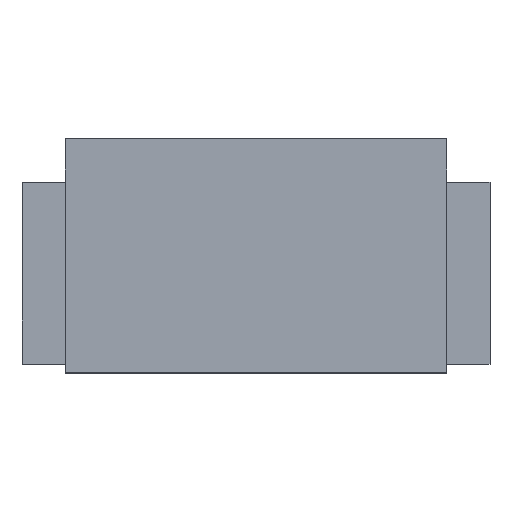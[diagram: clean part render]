
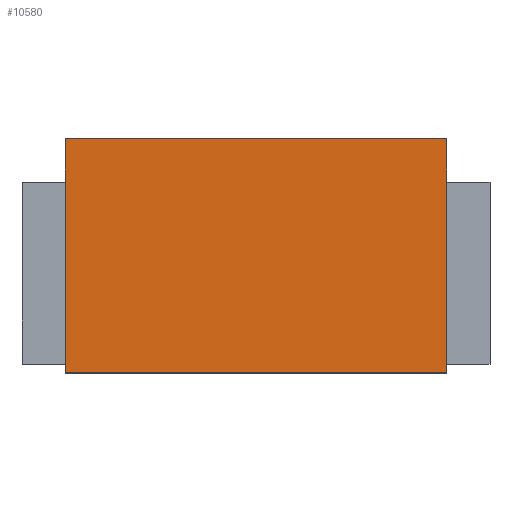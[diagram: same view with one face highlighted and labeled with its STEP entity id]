
A CAD part, top view. The second image highlights one B-rep face of the part: STEP entity #10580.
In plain terms, the highlighted planar face has unit normal (0, 0, 1).
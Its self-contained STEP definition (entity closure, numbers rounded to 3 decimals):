
#2552=DIRECTION('',(0.,-1.,0.));
#2553=VECTOR('',#2552,2.7);
#2554=CARTESIAN_POINT('',(2.2,0.,1.72));
#2555=LINE('6750',#2554,#2553);
#2556=DIRECTION('',(-1.,0.,0.));
#2557=VECTOR('',#2556,4.4);
#2558=CARTESIAN_POINT('',(2.2,-2.7,1.72));
#2559=LINE('6611',#2558,#2557);
#2560=DIRECTION('',(1.,0.,0.));
#2561=VECTOR('',#2560,4.4);
#2562=CARTESIAN_POINT('',(-2.2,0.,1.72));
#2563=LINE('6403',#2562,#2561);
#2592=DIRECTION('',(0.,1.,0.));
#2593=VECTOR('',#2592,2.7);
#2594=CARTESIAN_POINT('',(-2.2,-2.7,1.72));
#2595=LINE('6787',#2594,#2593);
#5433=CARTESIAN_POINT('',(2.2,0.,1.72));
#5434=VERTEX_POINT('',#5433);
#5435=CARTESIAN_POINT('',(-2.2,0.,1.72));
#5436=VERTEX_POINT('',#5435);
#5757=CARTESIAN_POINT('',(2.2,-2.7,1.72));
#5758=VERTEX_POINT('',#5757);
#5759=CARTESIAN_POINT('',(-2.2,-2.7,1.72));
#5760=VERTEX_POINT('',#5759);
#10568=CARTESIAN_POINT('',(0.,-1.35,1.72));
#10569=DIRECTION('',(0.,0.,1.));
#10570=DIRECTION('',(-1.,0.,0.));
#10571=AXIS2_PLACEMENT_3D('',#10568,#10569,#10570);
#10572=PLANE('6267',#10571);
#10573=ORIENTED_EDGE('6750',*,*,#9757,.T.);
#10574=ORIENTED_EDGE('6611',*,*,#9020,.T.);
#10576=ORIENTED_EDGE('6787',*,*,#10575,.T.);
#10577=ORIENTED_EDGE('6403',*,*,#7042,.T.);
#10578=EDGE_LOOP('6267',(#10573,#10574,#10576,#10577));
#10579=FACE_OUTER_BOUND('6267',#10578,.F.);
#10580=ADVANCED_FACE('6267',(#10579),#10572,.T.);
#7042=EDGE_CURVE('6403',#5436,#5434,#2563,.T.);
#9020=EDGE_CURVE('6611',#5758,#5760,#2559,.T.);
#9757=EDGE_CURVE('6750',#5434,#5758,#2555,.T.);
#10575=EDGE_CURVE('6787',#5760,#5436,#2595,.T.);
